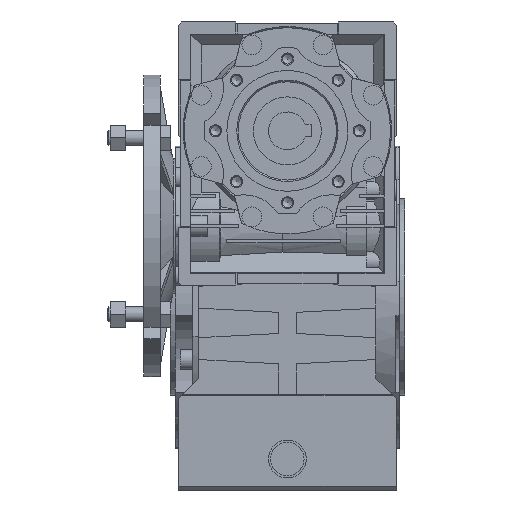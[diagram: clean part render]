
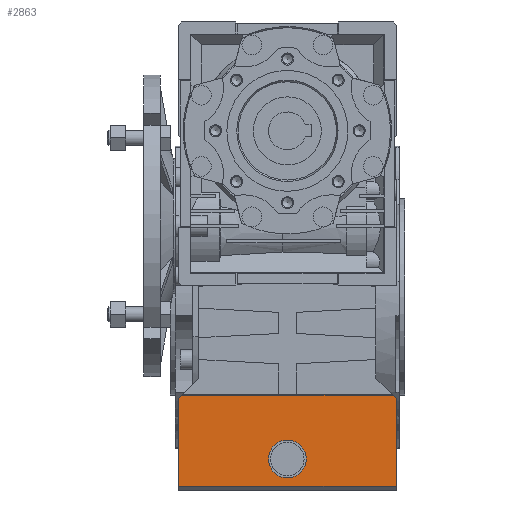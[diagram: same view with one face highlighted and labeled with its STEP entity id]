
A CAD part, front view. The second image highlights one B-rep face of the part: STEP entity #2863.
In plain terms, the highlighted planar face has unit normal (0, -1, 0).
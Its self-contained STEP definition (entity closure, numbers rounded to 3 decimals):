
#2863=ADVANCED_FACE('',(#18808,#18810),#18812,.F.);
#18808=FACE_BOUND('',#18809,.T.);
#18809=EDGE_LOOP('',(#32052,#32053,#32054,#32055,#32056,#32057));
#18810=FACE_BOUND('',#18811,.T.);
#18811=EDGE_LOOP('',(#32058));
#18812=PLANE('',#18813);
#18813=AXIS2_PLACEMENT_3D('',#18814,#18815,#18816);
#18814=CARTESIAN_POINT('',(72.,-122.5,-65.));
#18815=DIRECTION('',(-0.,1.,0.));
#18816=DIRECTION('',(0.,-0.,1.));
#32052=ORIENTED_EDGE('',*,*,#41296,.F.);
#32053=ORIENTED_EDGE('',*,*,#41297,.T.);
#32054=ORIENTED_EDGE('',*,*,#41298,.T.);
#32055=ORIENTED_EDGE('',*,*,#41299,.T.);
#32056=ORIENTED_EDGE('',*,*,#41235,.T.);
#32057=ORIENTED_EDGE('',*,*,#41295,.F.);
#32058=ORIENTED_EDGE('',*,*,#41300,.T.);
#41235=EDGE_CURVE('',#46820,#46818,#46821,.T.);
#41295=EDGE_CURVE('',#46915,#46818,#46917,.T.);
#41296=EDGE_CURVE('',#46918,#46915,#46919,.T.);
#41297=EDGE_CURVE('',#46918,#46920,#46921,.T.);
#41298=EDGE_CURVE('',#46920,#46922,#46923,.T.);
#41299=EDGE_CURVE('',#46922,#46820,#46924,.T.);
#41300=EDGE_CURVE('',#46925,#46925,#46926,.T.);
#46818=VERTEX_POINT('',#56969);
#46820=VERTEX_POINT('',#56973);
#46821=LINE('',#56974,#56975);
#46915=VERTEX_POINT('',#57199);
#46917=LINE('',#57203,#57204);
#46918=VERTEX_POINT('',#57206);
#46919=LINE('',#57207,#57208);
#46920=VERTEX_POINT('',#57210);
#46921=LINE('',#57211,#57212);
#46922=VERTEX_POINT('',#57214);
#46923=LINE('',#57215,#57216);
#46924=LINE('',#57218,#57219);
#46925=VERTEX_POINT('',#57221);
#46926=CIRCLE('',#57222,12.5);
#56969=CARTESIAN_POINT('',(-72.,-122.5,-125.));
#56973=CARTESIAN_POINT('',(-72.,-122.5,-67.));
#56974=CARTESIAN_POINT('',(-72.,-122.5,-67.));
#56975=VECTOR('',#56976,1.);
#56976=DIRECTION('',(0.,0.,-1.));
#57199=CARTESIAN_POINT('',(72.,-122.5,-125.));
#57203=CARTESIAN_POINT('',(72.,-122.5,-125.));
#57204=VECTOR('',#57205,1.);
#57205=DIRECTION('',(-1.,0.,0.));
#57206=CARTESIAN_POINT('',(72.,-122.5,-67.));
#57207=CARTESIAN_POINT('',(72.,-122.5,-67.));
#57208=VECTOR('',#57209,1.);
#57209=DIRECTION('',(0.,0.,-1.));
#57210=CARTESIAN_POINT('',(70.,-122.5,-65.));
#57211=CARTESIAN_POINT('',(72.,-122.5,-67.));
#57212=VECTOR('',#57213,1.);
#57213=DIRECTION('',(-0.707,0.,0.707));
#57214=CARTESIAN_POINT('',(-70.,-122.5,-65.));
#57215=CARTESIAN_POINT('',(70.,-122.5,-65.));
#57216=VECTOR('',#57217,1.);
#57217=DIRECTION('',(-1.,0.,0.));
#57218=CARTESIAN_POINT('',(-70.,-122.5,-65.));
#57219=VECTOR('',#57220,1.);
#57220=DIRECTION('',(-0.707,0.,-0.707));
#57221=CARTESIAN_POINT('',(0.,-122.5,-94.5));
#57222=AXIS2_PLACEMENT_3D('',#57223,#57224,#57225);
#57223=CARTESIAN_POINT('',(0.,-122.5,-107.));
#57224=DIRECTION('',(-0.,1.,0.));
#57225=DIRECTION('',(0.,0.,1.));
